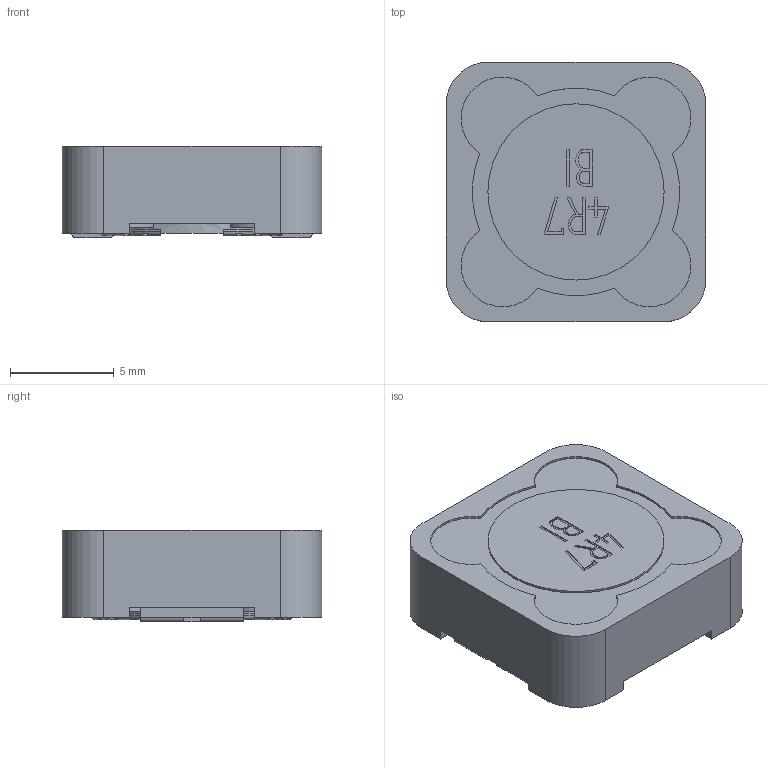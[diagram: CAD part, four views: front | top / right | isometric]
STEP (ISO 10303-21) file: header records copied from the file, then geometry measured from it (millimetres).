
FILE_DESCRIPTION(/* description */ ('Unknown'),/* implementation_level */ '2;1');
FILE_NAME(/* name */ 'HA78-45',/* time_stamp */ '2021-11-09T09:55:28+08:00',/* author */ ('Unknown'),/* organization */ ('Unknown'),/* preprocessor_version */ 'ST-DEVELOPER v16.7',/* originating_system */ 'Solid Edge',/* authorisation */ 'Unknown');
FILE_SCHEMA (('AUTOMOTIVE_DESIGN {1 0 10303 214 3 1 1}'));
Length unit declared in the file: millimetre
Products named in the file (1): HA78-45
Bounding box: 12.5 x 12.5 x 4.4 mm (x, y, z)
Volume: 435.9 mm3; surface area: 781.5 mm2
Topology: 1 solids, 2 shells, 194 faces, 526 edges, 345 vertices
Faces by surface type: plane 142, cylinder 38, bspline 10, torus 4
Full cylindrical faces by diameter (mm): 0.5 x1, 8.5 x1, 9.8 x1, 10 x1
Entity records: 7676 total; most frequent: CARTESIAN_POINT 1527, ORIENTED_EDGE 1042, DIRECTION 906, EDGE_CURVE 521, VERTEX_POINT 344, LINE 324, VECTOR 324, AXIS2_PLACEMENT_3D 291
